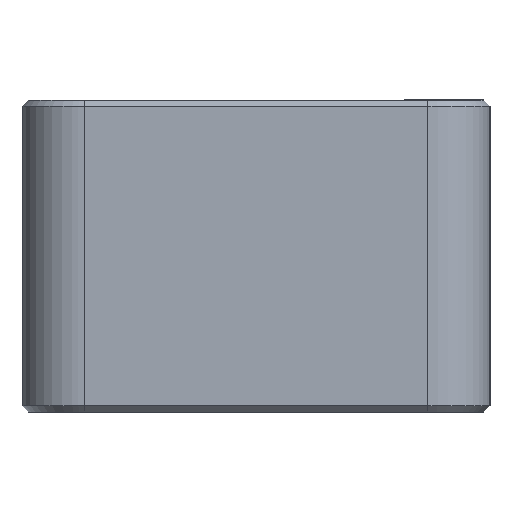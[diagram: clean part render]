
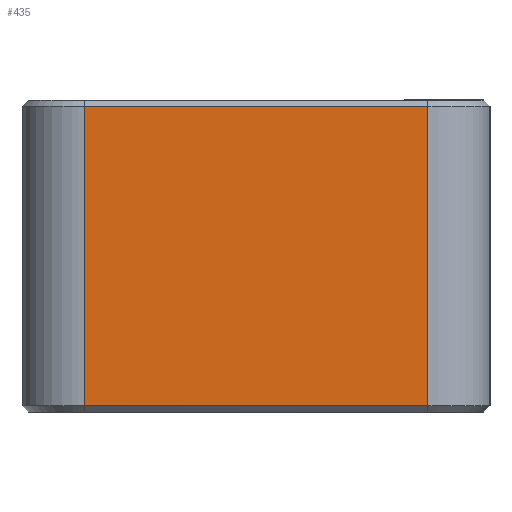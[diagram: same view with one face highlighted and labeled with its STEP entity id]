
A CAD part, left-side view. The second image highlights one B-rep face of the part: STEP entity #435.
In plain terms, the highlighted free-form (B-spline) face has degree [1, 1] with [2, 2] control points.
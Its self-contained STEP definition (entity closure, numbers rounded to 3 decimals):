
#380=CARTESIAN_POINT('',(-31.,7.5,0.));
#381=CARTESIAN_POINT('',(-31.,7.5,10.));
#382=CARTESIAN_POINT('',(-31.,-7.5,0.));
#383=CARTESIAN_POINT('',(-31.,-7.5,10.));
#384=B_SPLINE_SURFACE_WITH_KNOTS('',1,1,((#380,#381),(#382,#383)),.PLANE_SURF.,.F.,.F.,.U.,(2,2),(2,2),(0.,1.),(0.,1.),.UNSPECIFIED.);
#385=CARTESIAN_POINT('',(-31.,-5.5,0.2));
#386=VERTEX_POINT('',#385);
#387=CARTESIAN_POINT('',(-31.,-5.5,9.8));
#388=VERTEX_POINT('',#387);
#389=CARTESIAN_POINT('',(-31.,-5.5,0.2));
#390=CARTESIAN_POINT('',(-31.,-5.5,9.8));
#391=B_SPLINE_CURVE_WITH_KNOTS('',1,(#389,#390),.POLYLINE_FORM.,.F.,.U.,(2,2),(0.02,0.98),.UNSPECIFIED.);
#392=EDGE_CURVE('',#386,#388,#391,.T.);
#393=ORIENTED_EDGE('',*,*,#392,.T.);
#394=CARTESIAN_POINT('',(-31.,5.5,9.8));
#395=VERTEX_POINT('',#394);
#396=CARTESIAN_POINT('',(-31.,5.5,9.8));
#397=CARTESIAN_POINT('',(-31.,5.354,9.8));
#398=CARTESIAN_POINT('',(-31.,4.96,9.8));
#399=CARTESIAN_POINT('',(-31.,4.431,9.8));
#400=CARTESIAN_POINT('',(-31.,3.725,9.8));
#401=CARTESIAN_POINT('',(-31.,2.267,9.8));
#402=CARTESIAN_POINT('',(-31.,-0.022,9.8));
#403=CARTESIAN_POINT('',(-31.,-2.112,9.8));
#404=CARTESIAN_POINT('',(-31.,-3.506,9.8));
#405=CARTESIAN_POINT('',(-31.,-4.435,9.8));
#406=CARTESIAN_POINT('',(-31.,-5.153,9.8));
#407=CARTESIAN_POINT('',(-31.,-5.5,9.8));
#408=B_SPLINE_CURVE_WITH_KNOTS('',2,(#396,#397,#398,#399,#400,#401,#402,#403,#404,#405,#406,#407),.UNSPECIFIED.,.F.,.U.,(3,1,1,1,1,1,1,1,1,1,3),(0.021,0.047,0.091,0.141,0.217,0.401,0.624,0.773,0.872,0.938,1.),.UNSPECIFIED.);
#409=EDGE_CURVE('',#395,#388,#408,.T.);
#410=ORIENTED_EDGE('',*,*,#409,.F.);
#411=CARTESIAN_POINT('',(-31.,5.5,0.2));
#412=VERTEX_POINT('',#411);
#413=CARTESIAN_POINT('',(-31.,5.5,0.2));
#414=CARTESIAN_POINT('',(-31.,5.5,9.8));
#415=B_SPLINE_CURVE_WITH_KNOTS('',1,(#413,#414),.POLYLINE_FORM.,.F.,.U.,(2,2),(0.02,0.98),.UNSPECIFIED.);
#416=EDGE_CURVE('',#412,#395,#415,.T.);
#417=ORIENTED_EDGE('',*,*,#416,.F.);
#418=CARTESIAN_POINT('',(-31.,5.5,0.2));
#419=CARTESIAN_POINT('',(-31.,5.354,0.2));
#420=CARTESIAN_POINT('',(-31.,4.96,0.2));
#421=CARTESIAN_POINT('',(-31.,4.431,0.2));
#422=CARTESIAN_POINT('',(-31.,3.725,0.2));
#423=CARTESIAN_POINT('',(-31.,2.267,0.2));
#424=CARTESIAN_POINT('',(-31.,-0.022,0.2));
#425=CARTESIAN_POINT('',(-31.,-2.112,0.2));
#426=CARTESIAN_POINT('',(-31.,-3.506,0.2));
#427=CARTESIAN_POINT('',(-31.,-4.435,0.2));
#428=CARTESIAN_POINT('',(-31.,-5.153,0.2));
#429=CARTESIAN_POINT('',(-31.,-5.5,0.2));
#430=B_SPLINE_CURVE_WITH_KNOTS('',2,(#418,#419,#420,#421,#422,#423,#424,#425,#426,#427,#428,#429),.UNSPECIFIED.,.F.,.U.,(3,1,1,1,1,1,1,1,1,1,3),(0.021,0.047,0.091,0.141,0.217,0.401,0.624,0.773,0.872,0.938,1.),.UNSPECIFIED.);
#431=EDGE_CURVE('',#412,#386,#430,.T.);
#432=ORIENTED_EDGE('',*,*,#431,.T.);
#433=EDGE_LOOP('',(#393,#410,#417,#432));
#434=FACE_OUTER_BOUND('',#433,.T.);
#435=ADVANCED_FACE('',(#434),#384,.T.);
